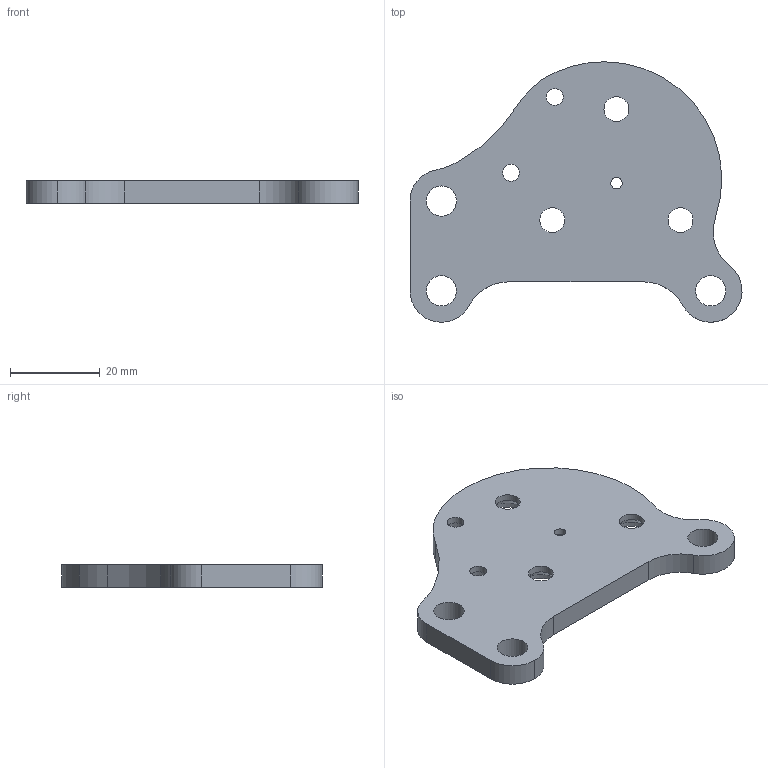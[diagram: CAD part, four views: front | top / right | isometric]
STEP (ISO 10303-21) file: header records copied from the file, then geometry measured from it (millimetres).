
FILE_DESCRIPTION(('HOOPS Exchange Step'),'2;1');
FILE_NAME('temp_export','2024-12-18T20:52:41+19:00',('mikearmstrong'),('Shapr3D Limited'),'HOOPS Exchange 2024.6','Shapr3D','Authorized');
FILE_SCHEMA( ('AP242_MANAGED_MODEL_BASED_3D_ENGINEERING_MIM_LF {1 0 10303 442 1 1 4 }') );
Length unit declared in the file: millimetre
Products named in the file (1): root
Bounding box: 73.99 x 58.05 x 5 mm (x, y, z)
Volume: 12007.2 mm3; surface area: 7623.8 mm2
Topology: 1 solids, 1 shells, 37 faces, 114 edges, 82 vertices
Faces by surface type: cylinder 27, plane 7, cone 3
Full cylindrical faces by diameter (mm): 2.55 x1, 3.75 x2, 5.55 x3, 6.15 x2, 6.75 x3, 10.3 x3, 20.65 x1
Entity records: 1422 total; most frequent: DIRECTION 270, CARTESIAN_POINT 235, ORIENTED_EDGE 228, AXIS2_PLACEMENT_3D 117, EDGE_CURVE 114, VERTEX_POINT 82, CIRCLE 78, EDGE_LOOP 58
